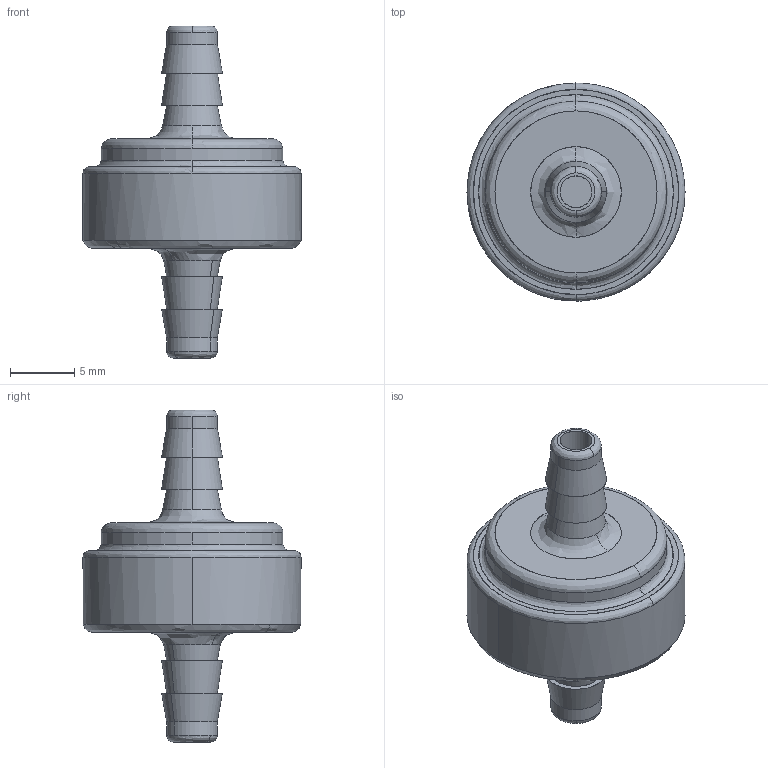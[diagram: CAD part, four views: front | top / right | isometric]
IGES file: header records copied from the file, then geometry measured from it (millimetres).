
Start section: SolidWorks IGES file using analytic representation for surfaces
Global section: file name: E-M-230013.IGS; native system: SolidWorks 2021; preprocessor: SolidWorks 2021; author: WTsang; date: 230921.163202; units: millimetre
Bounding box: 17.02 x 17.02 x 25.91 mm (x, y, z)
Surface area: 2133.3 mm2 (no closed solid volume)
Topology: 0 solids, 0 shells, 75 faces, 1289 edges, 1288 vertices
Faces by surface type: bspline 39, revolution 36
